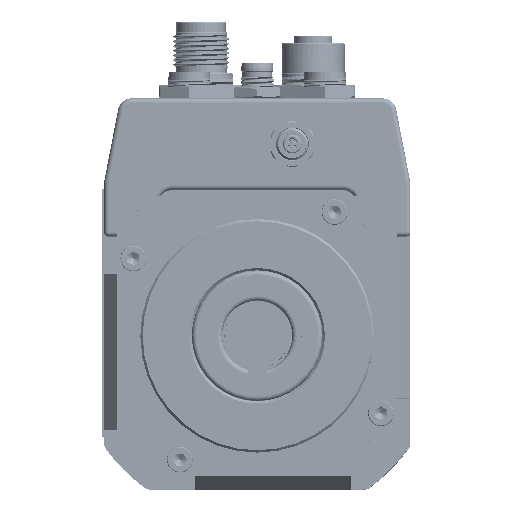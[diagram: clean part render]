
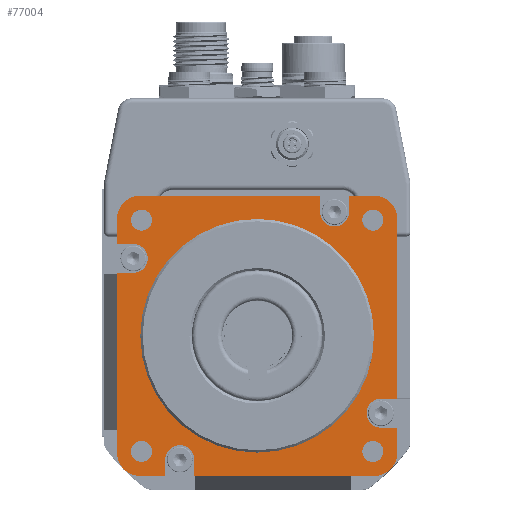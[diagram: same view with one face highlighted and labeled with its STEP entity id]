
A CAD part, top view. The second image highlights one B-rep face of the part: STEP entity #77004.
In plain terms, the highlighted planar face has unit normal (0, 0, 1).
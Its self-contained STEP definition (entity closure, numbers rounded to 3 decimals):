
#5335=PLANE('',#110137);
#10064=LINE('',#169893,#15863);
#10067=LINE('',#169898,#15866);
#10083=LINE('',#169942,#15882);
#10087=LINE('',#169950,#15886);
#10103=LINE('',#169994,#15902);
#10107=LINE('',#170002,#15906);
#10123=LINE('',#170046,#15922);
#10127=LINE('',#170054,#15926);
#10139=LINE('',#170098,#15938);
#10140=LINE('',#170100,#15939);
#10141=LINE('',#170104,#15940);
#10142=LINE('',#170106,#15941);
#10143=LINE('',#170110,#15942);
#10144=LINE('',#170111,#15943);
#10145=LINE('',#170115,#15944);
#10146=LINE('',#170117,#15945);
#15863=VECTOR('',#126235,1000.);
#15866=VECTOR('',#126238,1000.);
#15882=VECTOR('',#126278,1000.);
#15886=VECTOR('',#126282,1000.);
#15902=VECTOR('',#126322,1000.);
#15906=VECTOR('',#126326,1000.);
#15922=VECTOR('',#126366,1000.);
#15926=VECTOR('',#126370,1000.);
#15938=VECTOR('',#126418,1000.);
#15939=VECTOR('',#126421,1000.);
#15940=VECTOR('',#126424,1000.);
#15941=VECTOR('',#126427,1000.);
#15942=VECTOR('',#126430,1000.);
#15943=VECTOR('',#126431,1000.);
#15944=VECTOR('',#126434,1000.);
#15945=VECTOR('',#126437,1000.);
#34233=ORIENTED_EDGE('',*,*,#48439,.F.);
#34234=ORIENTED_EDGE('',*,*,#48440,.F.);
#34235=ORIENTED_EDGE('',*,*,#48388,.T.);
#34236=ORIENTED_EDGE('',*,*,#48441,.T.);
#34237=ORIENTED_EDGE('',*,*,#48366,.T.);
#34238=ORIENTED_EDGE('',*,*,#48442,.T.);
#34239=ORIENTED_EDGE('',*,*,#48443,.F.);
#34240=ORIENTED_EDGE('',*,*,#48444,.F.);
#34241=ORIENTED_EDGE('',*,*,#48362,.T.);
#34242=ORIENTED_EDGE('',*,*,#48445,.T.);
#34243=ORIENTED_EDGE('',*,*,#48340,.T.);
#34244=ORIENTED_EDGE('',*,*,#48446,.T.);
#34245=ORIENTED_EDGE('',*,*,#48447,.F.);
#34246=ORIENTED_EDGE('',*,*,#48448,.F.);
#34247=ORIENTED_EDGE('',*,*,#48337,.T.);
#34248=ORIENTED_EDGE('',*,*,#48438,.T.);
#34249=ORIENTED_EDGE('',*,*,#48418,.T.);
#34250=ORIENTED_EDGE('',*,*,#48449,.T.);
#34251=ORIENTED_EDGE('',*,*,#48450,.F.);
#34252=ORIENTED_EDGE('',*,*,#48451,.F.);
#34253=ORIENTED_EDGE('',*,*,#48414,.T.);
#34254=ORIENTED_EDGE('',*,*,#48452,.T.);
#34255=ORIENTED_EDGE('',*,*,#48392,.T.);
#34256=ORIENTED_EDGE('',*,*,#48453,.T.);
#34257=ORIENTED_EDGE('',*,*,#48454,.F.);
#34258=ORIENTED_EDGE('',*,*,#48455,.T.);
#34259=ORIENTED_EDGE('',*,*,#48456,.T.);
#34260=ORIENTED_EDGE('',*,*,#48457,.T.);
#34261=ORIENTED_EDGE('',*,*,#48458,.T.);
#48337=EDGE_CURVE('',#56916,#56915,#10064,.T.);
#48340=EDGE_CURVE('',#56918,#56917,#10067,.T.);
#48362=EDGE_CURVE('',#56934,#56933,#10083,.T.);
#48366=EDGE_CURVE('',#56938,#56937,#10087,.T.);
#48388=EDGE_CURVE('',#56954,#56953,#10103,.T.);
#48392=EDGE_CURVE('',#56958,#56957,#10107,.T.);
#48414=EDGE_CURVE('',#56974,#56973,#10123,.T.);
#48418=EDGE_CURVE('',#56978,#56977,#10127,.T.);
#48438=EDGE_CURVE('',#56915,#56978,#61016,.T.);
#48439=EDGE_CURVE('',#56990,#56991,#61017,.T.);
#48440=EDGE_CURVE('',#56954,#56990,#10139,.T.);
#48441=EDGE_CURVE('',#56953,#56938,#61018,.T.);
#48442=EDGE_CURVE('',#56937,#56992,#10140,.T.);
#48443=EDGE_CURVE('',#56993,#56992,#61019,.T.);
#48444=EDGE_CURVE('',#56934,#56993,#10141,.T.);
#48445=EDGE_CURVE('',#56933,#56918,#61020,.T.);
#48446=EDGE_CURVE('',#56917,#56994,#10142,.T.);
#48447=EDGE_CURVE('',#56995,#56994,#61021,.T.);
#48448=EDGE_CURVE('',#56916,#56995,#10143,.T.);
#48449=EDGE_CURVE('',#56977,#56996,#10144,.T.);
#48450=EDGE_CURVE('',#56997,#56996,#61022,.T.);
#48451=EDGE_CURVE('',#56974,#56997,#10145,.T.);
#48452=EDGE_CURVE('',#56973,#56958,#61023,.T.);
#48453=EDGE_CURVE('',#56957,#56991,#10146,.T.);
#48454=EDGE_CURVE('',#56998,#56998,#61024,.T.);
#48455=EDGE_CURVE('',#56999,#56999,#61025,.T.);
#48456=EDGE_CURVE('',#57000,#57000,#61026,.T.);
#48457=EDGE_CURVE('',#57001,#57001,#61027,.T.);
#48458=EDGE_CURVE('',#57002,#57002,#61028,.T.);
#56915=VERTEX_POINT('',#169892);
#56916=VERTEX_POINT('',#169894);
#56917=VERTEX_POINT('',#169897);
#56918=VERTEX_POINT('',#169899);
#56933=VERTEX_POINT('',#169941);
#56934=VERTEX_POINT('',#169943);
#56937=VERTEX_POINT('',#169949);
#56938=VERTEX_POINT('',#169951);
#56953=VERTEX_POINT('',#169993);
#56954=VERTEX_POINT('',#169995);
#56957=VERTEX_POINT('',#170001);
#56958=VERTEX_POINT('',#170003);
#56973=VERTEX_POINT('',#170045);
#56974=VERTEX_POINT('',#170047);
#56977=VERTEX_POINT('',#170053);
#56978=VERTEX_POINT('',#170055);
#56990=VERTEX_POINT('',#170096);
#56991=VERTEX_POINT('',#170097);
#56992=VERTEX_POINT('',#170101);
#56993=VERTEX_POINT('',#170103);
#56994=VERTEX_POINT('',#170107);
#56995=VERTEX_POINT('',#170109);
#56996=VERTEX_POINT('',#170112);
#56997=VERTEX_POINT('',#170114);
#56998=VERTEX_POINT('',#170119);
#56999=VERTEX_POINT('',#170121);
#57000=VERTEX_POINT('',#170123);
#57001=VERTEX_POINT('',#170125);
#57002=VERTEX_POINT('',#170127);
#61016=CIRCLE('',#110136,5.);
#61017=CIRCLE('',#110138,3.1);
#61018=CIRCLE('',#110139,5.);
#61019=CIRCLE('',#110140,3.1);
#61020=CIRCLE('',#110141,5.);
#61021=CIRCLE('',#110142,3.1);
#61022=CIRCLE('',#110143,3.1);
#61023=CIRCLE('',#110144,5.);
#61024=CIRCLE('',#110145,25.);
#61025=CIRCLE('',#110146,2.25);
#61026=CIRCLE('',#110147,2.25);
#61027=CIRCLE('',#110148,2.25);
#61028=CIRCLE('',#110149,2.25);
#65580=EDGE_LOOP('',(#34233,#34234,#34235,#34236,#34237,#34238,#34239,#34240,
#34241,#34242,#34243,#34244,#34245,#34246,#34247,#34248,#34249,#34250,#34251,
#34252,#34253,#34254,#34255,#34256));
#65581=EDGE_LOOP('',(#34257));
#65582=EDGE_LOOP('',(#34258));
#65583=EDGE_LOOP('',(#34259));
#65584=EDGE_LOOP('',(#34260));
#65585=EDGE_LOOP('',(#34261));
#70945=FACE_BOUND('',#65580,.T.);
#70946=FACE_BOUND('',#65581,.T.);
#70947=FACE_BOUND('',#65582,.T.);
#70948=FACE_BOUND('',#65583,.T.);
#70949=FACE_BOUND('',#65584,.T.);
#70950=FACE_BOUND('',#65585,.T.);
#77004=ADVANCED_FACE('',(#70945,#70946,#70947,#70948,#70949,#70950),#5335,
 .T.);
#110136=AXIS2_PLACEMENT_3D('',#170093,#126412,#126413);
#110137=AXIS2_PLACEMENT_3D('',#170094,#126414,#126415);
#110138=AXIS2_PLACEMENT_3D('',#170095,#126416,#126417);
#110139=AXIS2_PLACEMENT_3D('',#170099,#126419,#126420);
#110140=AXIS2_PLACEMENT_3D('',#170102,#126422,#126423);
#110141=AXIS2_PLACEMENT_3D('',#170105,#126425,#126426);
#110142=AXIS2_PLACEMENT_3D('',#170108,#126428,#126429);
#110143=AXIS2_PLACEMENT_3D('',#170113,#126432,#126433);
#110144=AXIS2_PLACEMENT_3D('',#170116,#126435,#126436);
#110145=AXIS2_PLACEMENT_3D('',#170118,#126438,#126439);
#110146=AXIS2_PLACEMENT_3D('',#170120,#126440,#126441);
#110147=AXIS2_PLACEMENT_3D('',#170122,#126442,#126443);
#110148=AXIS2_PLACEMENT_3D('',#170124,#126444,#126445);
#110149=AXIS2_PLACEMENT_3D('',#170126,#126446,#126447);
#126235=DIRECTION('',(-1.,0.,0.));
#126238=DIRECTION('',(-1.,0.,0.));
#126278=DIRECTION('',(0.,1.,0.));
#126282=DIRECTION('',(0.,1.,0.));
#126322=DIRECTION('',(1.,0.,0.));
#126326=DIRECTION('',(1.,0.,0.));
#126366=DIRECTION('',(0.,-1.,0.));
#126370=DIRECTION('',(0.,-1.,0.));
#126412=DIRECTION('',(0.,0.,1.));
#126413=DIRECTION('',(0.,1.,0.));
#126414=DIRECTION('',(0.,0.,1.));
#126415=DIRECTION('',(0.,-1.,0.));
#126416=DIRECTION('',(0.,0.,1.));
#126417=DIRECTION('',(1.,0.,0.));
#126418=DIRECTION('',(0.,1.,0.));
#126419=DIRECTION('',(0.,0.,1.));
#126420=DIRECTION('',(0.,-1.,0.));
#126421=DIRECTION('',(-1.,0.,0.));
#126422=DIRECTION('',(0.,0.,1.));
#126423=DIRECTION('',(0.,1.,0.));
#126424=DIRECTION('',(-1.,0.,0.));
#126425=DIRECTION('',(0.,0.,1.));
#126426=DIRECTION('',(1.,0.,0.));
#126427=DIRECTION('',(0.,-1.,0.));
#126428=DIRECTION('',(0.,0.,1.));
#126429=DIRECTION('',(-1.,0.,0.));
#126430=DIRECTION('',(0.,-1.,0.));
#126431=DIRECTION('',(1.,0.,0.));
#126432=DIRECTION('',(0.,0.,1.));
#126433=DIRECTION('',(0.,-1.,0.));
#126434=DIRECTION('',(1.,0.,0.));
#126435=DIRECTION('',(0.,0.,1.));
#126436=DIRECTION('',(-1.,0.,0.));
#126437=DIRECTION('',(0.,1.,0.));
#126438=DIRECTION('',(0.,0.,1.));
#126439=DIRECTION('',(0.,-1.,0.));
#126440=DIRECTION('',(0.,0.,-1.));
#126441=DIRECTION('',(1.,0.,0.));
#126442=DIRECTION('',(0.,0.,-1.));
#126443=DIRECTION('',(0.,1.,0.));
#126444=DIRECTION('',(0.,0.,-1.));
#126445=DIRECTION('',(-1.,0.,0.));
#126446=DIRECTION('',(0.,0.,-1.));
#126447=DIRECTION('',(0.,-1.,0.));
#169892=CARTESIAN_POINT('',(-25.,30.,55.));
#169893=CARTESIAN_POINT('',(13.46,30.,55.));
#169894=CARTESIAN_POINT('',(13.46,30.,55.));
#169897=CARTESIAN_POINT('',(19.66,30.,55.));
#169898=CARTESIAN_POINT('',(25.,30.,55.));
#169899=CARTESIAN_POINT('',(25.,30.,55.));
#169941=CARTESIAN_POINT('',(30.,25.,55.));
#169942=CARTESIAN_POINT('',(30.,-13.46,55.));
#169943=CARTESIAN_POINT('',(30.,-13.46,55.));
#169949=CARTESIAN_POINT('',(30.,-19.66,55.));
#169950=CARTESIAN_POINT('',(30.,-25.,55.));
#169951=CARTESIAN_POINT('',(30.,-25.,55.));
#169993=CARTESIAN_POINT('',(25.,-30.,55.));
#169994=CARTESIAN_POINT('',(-13.46,-30.,55.));
#169995=CARTESIAN_POINT('',(-13.46,-30.,55.));
#170001=CARTESIAN_POINT('',(-19.66,-30.,55.));
#170002=CARTESIAN_POINT('',(-25.,-30.,55.));
#170003=CARTESIAN_POINT('',(-25.,-30.,55.));
#170045=CARTESIAN_POINT('',(-30.,-25.,55.));
#170046=CARTESIAN_POINT('',(-30.,13.46,55.));
#170047=CARTESIAN_POINT('',(-30.,13.46,55.));
#170053=CARTESIAN_POINT('',(-30.,19.66,55.));
#170054=CARTESIAN_POINT('',(-30.,25.,55.));
#170055=CARTESIAN_POINT('',(-30.,25.,55.));
#170093=CARTESIAN_POINT('',(-25.,25.,55.));
#170094=CARTESIAN_POINT('',(0.,0.,55.));
#170095=CARTESIAN_POINT('',(-16.56,-26.502,55.));
#170096=CARTESIAN_POINT('',(-13.46,-26.502,55.));
#170097=CARTESIAN_POINT('',(-19.66,-26.502,55.));
#170098=CARTESIAN_POINT('',(-13.46,-30.,55.));
#170099=CARTESIAN_POINT('',(25.,-25.,55.));
#170100=CARTESIAN_POINT('',(30.,-19.66,55.));
#170101=CARTESIAN_POINT('',(26.502,-19.66,55.));
#170102=CARTESIAN_POINT('',(26.502,-16.56,55.));
#170103=CARTESIAN_POINT('',(26.502,-13.46,55.));
#170104=CARTESIAN_POINT('',(30.,-13.46,55.));
#170105=CARTESIAN_POINT('',(25.,25.,55.));
#170106=CARTESIAN_POINT('',(19.66,30.,55.));
#170107=CARTESIAN_POINT('',(19.66,26.502,55.));
#170108=CARTESIAN_POINT('',(16.56,26.502,55.));
#170109=CARTESIAN_POINT('',(13.46,26.502,55.));
#170110=CARTESIAN_POINT('',(13.46,30.,55.));
#170111=CARTESIAN_POINT('',(-30.,19.66,55.));
#170112=CARTESIAN_POINT('',(-26.502,19.66,55.));
#170113=CARTESIAN_POINT('',(-26.502,16.56,55.));
#170114=CARTESIAN_POINT('',(-26.502,13.46,55.));
#170115=CARTESIAN_POINT('',(-30.,13.46,55.));
#170116=CARTESIAN_POINT('',(-25.,-25.,55.));
#170117=CARTESIAN_POINT('',(-19.66,-30.,55.));
#170118=CARTESIAN_POINT('',(0.,0.,55.));
#170119=CARTESIAN_POINT('',(0.,-25.,55.));
#170120=CARTESIAN_POINT('',(24.749,24.749,55.));
#170121=CARTESIAN_POINT('',(26.999,24.749,55.));
#170122=CARTESIAN_POINT('',(-24.749,24.749,55.));
#170123=CARTESIAN_POINT('',(-24.749,26.999,55.));
#170124=CARTESIAN_POINT('',(-24.749,-24.749,55.));
#170125=CARTESIAN_POINT('',(-26.999,-24.749,55.));
#170126=CARTESIAN_POINT('',(24.749,-24.749,55.));
#170127=CARTESIAN_POINT('',(24.749,-26.999,55.));
